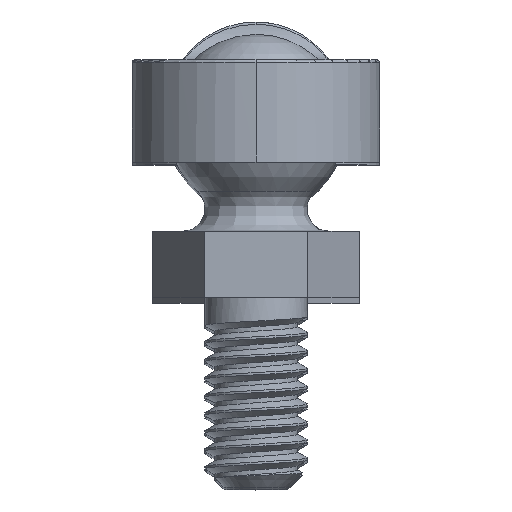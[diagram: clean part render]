
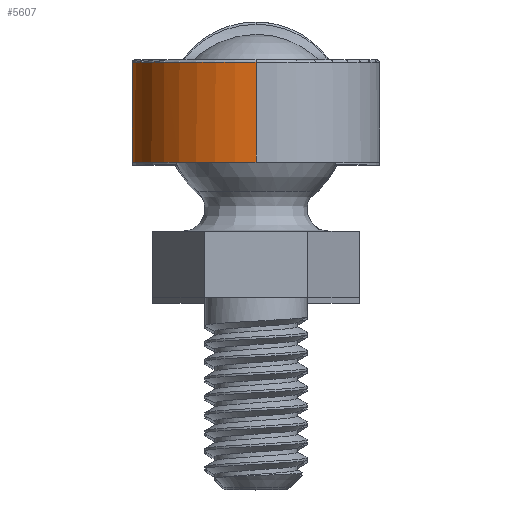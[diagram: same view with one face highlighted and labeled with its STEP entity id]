
A CAD part, top view. The second image highlights one B-rep face of the part: STEP entity #5607.
In plain terms, the highlighted cylindrical face has radius 4.85 mm (diameter 9.7 mm), a partial arc.
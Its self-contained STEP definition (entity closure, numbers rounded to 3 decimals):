
#181 = AXIS2_PLACEMENT_3D ( 'NONE', #4561, #5558, #5682 ) ;
#210 = CARTESIAN_POINT ( 'NONE',  ( -3.209, -1.408, 31.012 ) ) ;
#213 = CARTESIAN_POINT ( 'NONE',  ( -2.872, -2., 30.742 ) ) ;
#1074 = B_SPLINE_CURVE_WITH_KNOTS ( 'NONE', 3,
 ( #9680, #11618, #6861, #210, #6747, #1146, #10472, #9735, #4147, #6003 ),
 .UNSPECIFIED., .F., .F.,
 ( 4, 2, 2, 2, 4 ),
 ( 0.021, 0.021, 0.022, 0.022, 0.023 ),
 .UNSPECIFIED. ) ;
#1094 = VERTEX_POINT ( 'NONE', #10633 ) ;
#1146 = CARTESIAN_POINT ( 'NONE',  ( -3.385, -0.907, 31.176 ) ) ;
#1205 = DIRECTION ( 'NONE',  ( 0., 1., 0. ) ) ;
#1438 = CARTESIAN_POINT ( 'NONE',  ( -3.253, 1.335, 31.05 ) ) ;
#1522 = VECTOR ( 'NONE', #1205, 1000. ) ;
#2067 = CARTESIAN_POINT ( 'NONE',  ( 0., -2., 39.5 ) ) ;
#2181 = CARTESIAN_POINT ( 'NONE',  ( 0., -2., 34.65 ) ) ;
#2233 = B_SPLINE_CURVE_WITH_KNOTS ( 'NONE', 3,
 ( #9166, #9904, #7949, #1438, #5199, #8926 ),
 .UNSPECIFIED., .F., .F.,
 ( 4, 2, 4 ),
 ( 0., 0.001, 0.002 ),
 .UNSPECIFIED. ) ;
#2283 = AXIS2_PLACEMENT_3D ( 'NONE', #10183, #9137, #6391 ) ;
#2301 = DIRECTION ( 'NONE',  ( 0., 0., 1. ) ) ;
#2555 = EDGE_CURVE ( 'NONE', #1094, #7130, #10764, .T. ) ;
#2999 = VERTEX_POINT ( 'NONE', #213 ) ;
#4064 = ORIENTED_EDGE ( 'NONE', *, *, #7464, .F. ) ;
#4147 = CARTESIAN_POINT ( 'NONE',  ( -3.5, -0.186, 31.293 ) ) ;
#4526 = EDGE_CURVE ( 'NONE', #2999, #8562, #11516, .T. ) ;
#4561 = CARTESIAN_POINT ( 'NONE',  ( 0., 1.9, 34.65 ) ) ;
#5199 = CARTESIAN_POINT ( 'NONE',  ( -3.114, 1.629, 30.925 ) ) ;
#5558 = DIRECTION ( 'NONE',  ( 0., -1., 0. ) ) ;
#5607 = ADVANCED_FACE ( 'NONE', ( #6858 ), #6976, .T. ) ;
#5682 = DIRECTION ( 'NONE',  ( 0., 0., 1. ) ) ;
#5940 = DIRECTION ( 'NONE',  ( 0., 1., 0. ) ) ;
#6003 = CARTESIAN_POINT ( 'NONE',  ( -3.5, 0., 31.293 ) ) ;
#6391 = DIRECTION ( 'NONE',  ( 0., 0., 1. ) ) ;
#6747 = CARTESIAN_POINT ( 'NONE',  ( -3.276, -1.244, 31.073 ) ) ;
#6803 = LINE ( 'NONE', #10702, #1522 ) ;
#6858 = FACE_OUTER_BOUND ( 'NONE', #10048, .T. ) ;
#6861 = CARTESIAN_POINT ( 'NONE',  ( -3.056, -1.716, 30.882 ) ) ;
#6976 = CYLINDRICAL_SURFACE ( 'NONE', #9707, 4.85 ) ;
#7036 = ORIENTED_EDGE ( 'NONE', *, *, #2555, .T. ) ;
#7130 = VERTEX_POINT ( 'NONE', #9118 ) ;
#7184 = ORIENTED_EDGE ( 'NONE', *, *, #8616, .T. ) ;
#7464 = EDGE_CURVE ( 'NONE', #7906, #7130, #2233, .T. ) ;
#7906 = VERTEX_POINT ( 'NONE', #12079 ) ;
#7949 = CARTESIAN_POINT ( 'NONE',  ( -3.448, 0.689, 31.237 ) ) ;
#8547 = EDGE_CURVE ( 'NONE', #2999, #7906, #1074, .T. ) ;
#8562 = VERTEX_POINT ( 'NONE', #2067 ) ;
#8616 = EDGE_CURVE ( 'NONE', #8562, #1094, #6803, .T. ) ;
#8926 = CARTESIAN_POINT ( 'NONE',  ( -2.939, 1.9, 30.792 ) ) ;
#9118 = CARTESIAN_POINT ( 'NONE',  ( -2.939, 1.9, 30.792 ) ) ;
#9137 = DIRECTION ( 'NONE',  ( 0., 1., 0. ) ) ;
#9166 = CARTESIAN_POINT ( 'NONE',  ( -3.5, 0., 31.293 ) ) ;
#9407 = ORIENTED_EDGE ( 'NONE', *, *, #4526, .T. ) ;
#9680 = CARTESIAN_POINT ( 'NONE',  ( -2.872, -2., 30.742 ) ) ;
#9707 = AXIS2_PLACEMENT_3D ( 'NONE', #2181, #5940, #2301 ) ;
#9735 = CARTESIAN_POINT ( 'NONE',  ( -3.485, -0.373, 31.277 ) ) ;
#9904 = CARTESIAN_POINT ( 'NONE',  ( -3.5, 0.351, 31.293 ) ) ;
#10048 = EDGE_LOOP ( 'NONE', ( #9407, #7184, #7036, #4064, #10063 ) ) ;
#10063 = ORIENTED_EDGE ( 'NONE', *, *, #8547, .F. ) ;
#10183 = CARTESIAN_POINT ( 'NONE',  ( 0., -2., 34.65 ) ) ;
#10472 = CARTESIAN_POINT ( 'NONE',  ( -3.427, -0.733, 31.218 ) ) ;
#10633 = CARTESIAN_POINT ( 'NONE',  ( 0., 1.9, 39.5 ) ) ;
#10702 = CARTESIAN_POINT ( 'NONE',  ( 0., -2., 39.5 ) ) ;
#10764 = CIRCLE ( 'NONE', #181, 4.85 ) ;
#11516 = CIRCLE ( 'NONE', #2283, 4.85 ) ;
#11618 = CARTESIAN_POINT ( 'NONE',  ( -2.969, -1.861, 30.813 ) ) ;
#12079 = CARTESIAN_POINT ( 'NONE',  ( -3.5, 0., 31.293 ) ) ;
